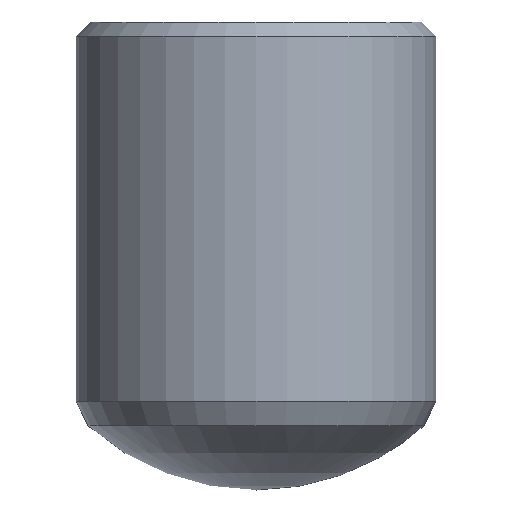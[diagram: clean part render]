
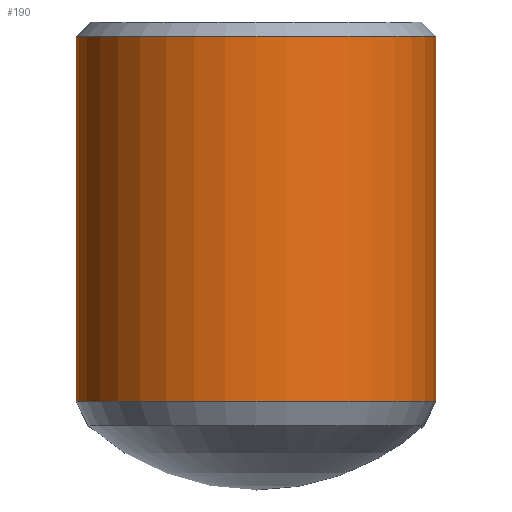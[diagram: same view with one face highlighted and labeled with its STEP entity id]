
A CAD part, front view. The second image highlights one B-rep face of the part: STEP entity #190.
In plain terms, the highlighted cylindrical face has radius 7.938 mm (diameter 15.875 mm), a full revolution.
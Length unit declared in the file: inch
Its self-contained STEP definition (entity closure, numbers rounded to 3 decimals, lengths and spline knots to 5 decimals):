
#16=CYLINDRICAL_SURFACE('',#208,0.3125);
#51=FACE_BOUND('',#80,.T.);
#56=CIRCLE('',#207,0.3125);
#57=CIRCLE('',#209,0.3125);
#64=FACE_OUTER_BOUND('',#79,.T.);
#79=EDGE_LOOP('',(#157));
#80=EDGE_LOOP('',(#158));
#108=VERTEX_POINT('',#313);
#109=VERTEX_POINT('',#316);
#128=EDGE_CURVE('',#108,#108,#56,.T.);
#129=EDGE_CURVE('',#109,#109,#57,.T.);
#157=ORIENTED_EDGE('',*,*,#129,.T.);
#158=ORIENTED_EDGE('',*,*,#128,.F.);
#190=ADVANCED_FACE('',(#64,#51),#16,.T.);
#207=AXIS2_PLACEMENT_3D('',#314,#241,#242);
#208=AXIS2_PLACEMENT_3D('',#315,#243,#244);
#209=AXIS2_PLACEMENT_3D('',#317,#245,#246);
#241=DIRECTION('center_axis',(0.,0.,1.));
#242=DIRECTION('ref_axis',(-1.,0.,0.));
#243=DIRECTION('center_axis',(0.,0.,-1.));
#244=DIRECTION('ref_axis',(-1.,0.,0.));
#245=DIRECTION('center_axis',(0.,0.,1.));
#246=DIRECTION('ref_axis',(-1.,0.,0.));
#313=CARTESIAN_POINT('',(0.3125,0.,-0.025));
#314=CARTESIAN_POINT('Origin',(0.,0.,-0.025));
#315=CARTESIAN_POINT('Origin',(0.,0.,0.));
#316=CARTESIAN_POINT('',(0.3125,0.,-0.65908));
#317=CARTESIAN_POINT('Origin',(0.,0.,-0.65908));
